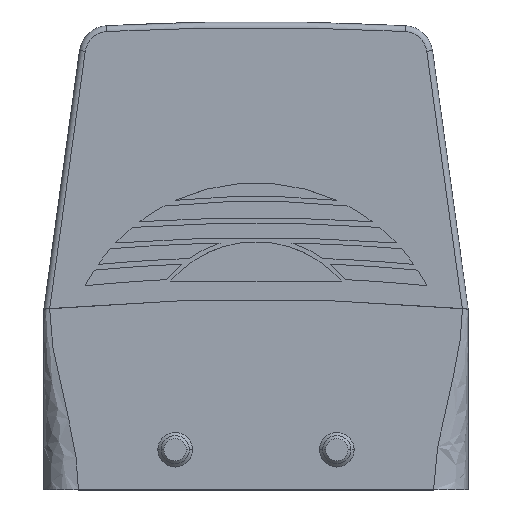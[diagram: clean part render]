
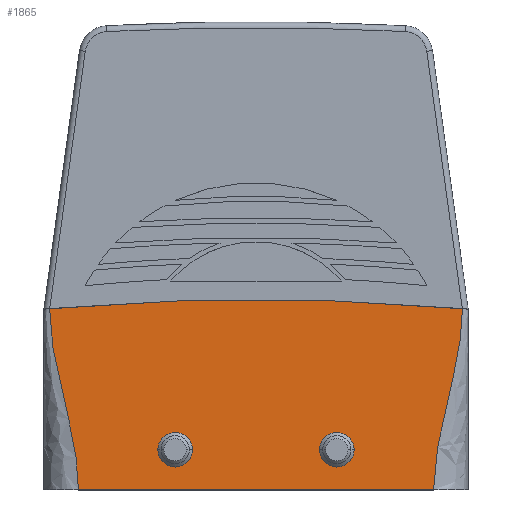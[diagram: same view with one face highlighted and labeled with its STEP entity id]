
A CAD part, top view. The second image highlights one B-rep face of the part: STEP entity #1865.
In plain terms, the highlighted planar face has unit normal (0, 0, 1).
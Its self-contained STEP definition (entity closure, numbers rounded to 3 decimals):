
#15 = DIRECTION ( 'NONE',  ( -1., 0., 0. ) ) ;
#80 = CIRCLE ( 'NONE', #3299, 3. ) ;
#207 = AXIS2_PLACEMENT_3D ( 'NONE', #10575, #5121, #11488 ) ;
#296 = FACE_BOUND ( 'NONE', #500, .T. ) ;
#304 = DIRECTION ( 'NONE',  ( -1., 0., 0. ) ) ;
#468 = CARTESIAN_POINT ( 'NONE',  ( 11., 6.9, 21.75 ) ) ;
#500 = EDGE_LOOP ( 'NONE', ( #1801, #11332 ) ) ;
#608 = CARTESIAN_POINT ( 'NONE',  ( -36.75, 0., 21.75 ) ) ;
#657 = VERTEX_POINT ( 'NONE', #468 ) ;
#865 = CARTESIAN_POINT ( 'NONE',  ( 14., 6.9, 21.75 ) ) ;
#935 = EDGE_CURVE ( 'NONE', #3382, #10518, #10991, .T. ) ;
#1266 = AXIS2_PLACEMENT_3D ( 'NONE', #10909, #5435, #11826 ) ;
#1288 = CARTESIAN_POINT ( 'NONE',  ( -35.75, 31.25, 21.75 ) ) ;
#1580 = DIRECTION ( 'NONE',  ( -1., 0., 0. ) ) ;
#1801 = ORIENTED_EDGE ( 'NONE', *, *, #4844, .T. ) ;
#1811 = DIRECTION ( 'NONE',  ( -1., 0., 0. ) ) ;
#1865 = ADVANCED_FACE ( 'NONE', ( #296, #2460, #4875 ), #7278, .F. ) ;
#2031 = CARTESIAN_POINT ( 'NONE',  ( -35.75, 31.341, 21.75 ) ) ;
#2136 = CARTESIAN_POINT ( 'NONE',  ( 30.75, 0., 21.75 ) ) ;
#2296 = CARTESIAN_POINT ( 'NONE',  ( 35.75, 20.833, 21.75 ) ) ;
#2460 = FACE_OUTER_BOUND ( 'NONE', #11454, .T. ) ;
#2480 = B_SPLINE_CURVE_WITH_KNOTS ( 'NONE', 3,
 ( #9569, #6855, #2296, #8702, #3220, #9614, #4130 ),
 .UNSPECIFIED., .F., .F.,
 ( 4, 3, 4 ),
 ( -0.031, 0., 0. ),
 .UNSPECIFIED. ) ;
#2633 = ORIENTED_EDGE ( 'NONE', *, *, #3613, .F. ) ;
#2659 = CIRCLE ( 'NONE', #10326, 3. ) ;
#2873 = EDGE_CURVE ( 'NONE', #10389, #10518, #5890, .T. ) ;
#3177 = ORIENTED_EDGE ( 'NONE', *, *, #935, .F. ) ;
#3191 = ORIENTED_EDGE ( 'NONE', *, *, #5608, .T. ) ;
#3220 = CARTESIAN_POINT ( 'NONE',  ( 35.75, 31.28, 21.75 ) ) ;
#3299 = AXIS2_PLACEMENT_3D ( 'NONE', #10969, #5487, #15 ) ;
#3382 = VERTEX_POINT ( 'NONE', #2136 ) ;
#3613 = EDGE_CURVE ( 'NONE', #11555, #10657, #6359, .T. ) ;
#4013 = CARTESIAN_POINT ( 'NONE',  ( -35.75, 31.311, 21.75 ) ) ;
#4130 = CARTESIAN_POINT ( 'NONE',  ( 35.75, 31.341, 21.75 ) ) ;
#4183 = ORIENTED_EDGE ( 'NONE', *, *, #9063, .T. ) ;
#4567 = CARTESIAN_POINT ( 'NONE',  ( -30.75, 10.417, 21.75 ) ) ;
#4844 = EDGE_CURVE ( 'NONE', #657, #7682, #80, .T. ) ;
#4875 = FACE_BOUND ( 'NONE', #6388, .T. ) ;
#5001 = CARTESIAN_POINT ( 'NONE',  ( 35.75, 31.341, 21.75 ) ) ;
#5121 = DIRECTION ( 'NONE',  ( 0., 0., 1. ) ) ;
#5306 = DIRECTION ( 'NONE',  ( 0., 0., 1. ) ) ;
#5435 = DIRECTION ( 'NONE',  ( 0., 0., -1. ) ) ;
#5487 = DIRECTION ( 'NONE',  ( 0., 0., -1. ) ) ;
#5608 = EDGE_CURVE ( 'NONE', #3382, #6389, #2480, .T. ) ;
#5771 = DIRECTION ( 'NONE',  ( 0., 0., 1. ) ) ;
#5890 = B_SPLINE_CURVE_WITH_KNOTS ( 'NONE', 3,
 ( #8575, #4013, #6764, #1288, #7701, #4567, #8589 ),
 .UNSPECIFIED., .F., .F.,
 ( 4, 3, 4 ),
 ( 0., 0., 0.031 ),
 .UNSPECIFIED. ) ;
#6122 = CARTESIAN_POINT ( 'NONE',  ( 17., 6.9, 21.75 ) ) ;
#6359 = CIRCLE ( 'NONE', #8612, 3. ) ;
#6388 = EDGE_LOOP ( 'NONE', ( #10921, #2633 ) ) ;
#6389 = VERTEX_POINT ( 'NONE', #5001 ) ;
#6764 = CARTESIAN_POINT ( 'NONE',  ( -35.75, 31.28, 21.75 ) ) ;
#6855 = CARTESIAN_POINT ( 'NONE',  ( 30.75, 10.417, 21.75 ) ) ;
#7118 = ORIENTED_EDGE ( 'NONE', *, *, #2873, .T. ) ;
#7278 = PLANE ( 'NONE',  #1266 ) ;
#7307 = DIRECTION ( 'NONE',  ( 0., 0., -1. ) ) ;
#7415 = CIRCLE ( 'NONE', #7761, 400. ) ;
#7575 = EDGE_CURVE ( 'NONE', #10657, #11555, #9919, .T. ) ;
#7682 = VERTEX_POINT ( 'NONE', #6122 ) ;
#7701 = CARTESIAN_POINT ( 'NONE',  ( -35.75, 20.833, 21.75 ) ) ;
#7761 = AXIS2_PLACEMENT_3D ( 'NONE', #11244, #5771, #304 ) ;
#8288 = VECTOR ( 'NONE', #1580, 1000. ) ;
#8575 = CARTESIAN_POINT ( 'NONE',  ( -35.75, 31.341, 21.75 ) ) ;
#8589 = CARTESIAN_POINT ( 'NONE',  ( -30.75, 0., 21.75 ) ) ;
#8612 = AXIS2_PLACEMENT_3D ( 'NONE', #10777, #5306, #11684 ) ;
#8702 = CARTESIAN_POINT ( 'NONE',  ( 35.75, 31.25, 21.75 ) ) ;
#9063 = EDGE_CURVE ( 'NONE', #6389, #10389, #7415, .T. ) ;
#9193 = CARTESIAN_POINT ( 'NONE',  ( -11., 6.9, 21.75 ) ) ;
#9371 = EDGE_CURVE ( 'NONE', #7682, #657, #2659, .T. ) ;
#9569 = CARTESIAN_POINT ( 'NONE',  ( 30.75, 0., 21.75 ) ) ;
#9614 = CARTESIAN_POINT ( 'NONE',  ( 35.75, 31.311, 21.75 ) ) ;
#9919 = CIRCLE ( 'NONE', #207, 3. ) ;
#10326 = AXIS2_PLACEMENT_3D ( 'NONE', #865, #7307, #1811 ) ;
#10373 = CARTESIAN_POINT ( 'NONE',  ( -30.75, 0., 21.75 ) ) ;
#10389 = VERTEX_POINT ( 'NONE', #2031 ) ;
#10518 = VERTEX_POINT ( 'NONE', #10373 ) ;
#10567 = CARTESIAN_POINT ( 'NONE',  ( -17., 6.9, 21.75 ) ) ;
#10575 = CARTESIAN_POINT ( 'NONE',  ( -14., 6.9, 21.75 ) ) ;
#10657 = VERTEX_POINT ( 'NONE', #10567 ) ;
#10777 = CARTESIAN_POINT ( 'NONE',  ( -14., 6.9, 21.75 ) ) ;
#10909 = CARTESIAN_POINT ( 'NONE',  ( 0., -367.058, 21.75 ) ) ;
#10921 = ORIENTED_EDGE ( 'NONE', *, *, #7575, .F. ) ;
#10969 = CARTESIAN_POINT ( 'NONE',  ( 14., 6.9, 21.75 ) ) ;
#10991 = LINE ( 'NONE', #608, #8288 ) ;
#11244 = CARTESIAN_POINT ( 'NONE',  ( 0., -367.058, 21.75 ) ) ;
#11332 = ORIENTED_EDGE ( 'NONE', *, *, #9371, .T. ) ;
#11454 = EDGE_LOOP ( 'NONE', ( #3177, #3191, #4183, #7118 ) ) ;
#11488 = DIRECTION ( 'NONE',  ( -1., 0., 0. ) ) ;
#11555 = VERTEX_POINT ( 'NONE', #9193 ) ;
#11684 = DIRECTION ( 'NONE',  ( -1., 0., 0. ) ) ;
#11826 = DIRECTION ( 'NONE',  ( -1., 0., 0. ) ) ;
